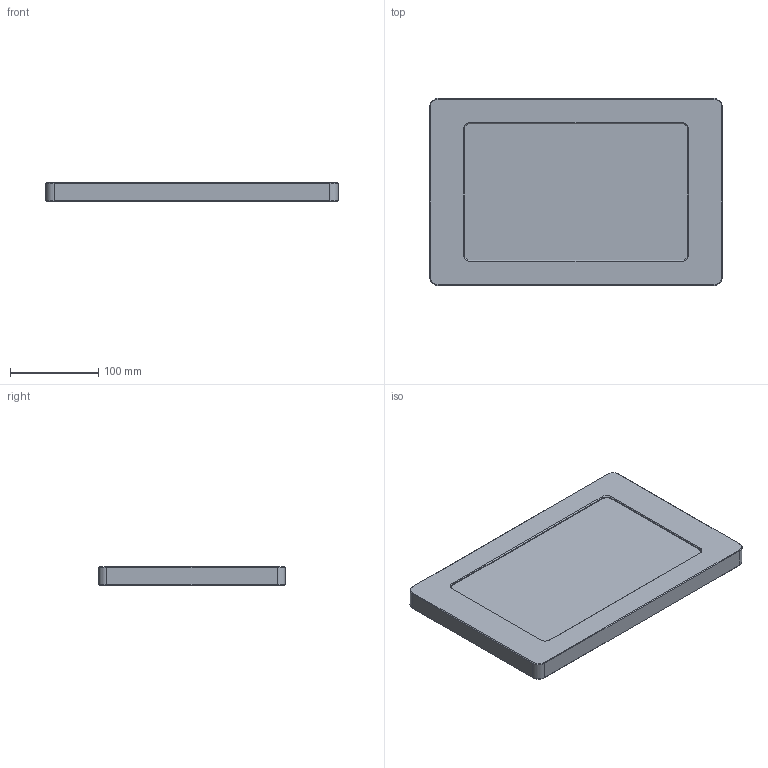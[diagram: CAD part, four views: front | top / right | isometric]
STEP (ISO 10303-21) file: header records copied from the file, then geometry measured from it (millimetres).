
FILE_DESCRIPTION(/* description */ (''),/* implementation_level */ '2;1');
FILE_NAME(/* name */ 'VB_VESA_GTA105.stp',/* time_stamp */ '2019-08-26T12:43:28-04:00',/* author */ ('NickC'),/* organization */ (''),/* preprocessor_version */ 'ST-DEVELOPER v17',/* originating_system */ 'Autodesk Inventor 2019',/* authorisation */ '');
FILE_SCHEMA (('AUTOMOTIVE_DESIGN { 1 0 10303 214 3 1 1 }'));
Length unit declared in the file: inch
Products named in the file (1): Part1
Bounding box: 331.22 x 211.99 x 21.34 mm (x, y, z)
Volume: 1222663.5 mm3; surface area: 246740.7 mm2
Topology: 1 solids, 9 shells, 962 faces, 2526 edges, 1673 vertices
Faces by surface type: plane 675, cylinder 124, cone 115, bspline 48
Full cylindrical faces by diameter (mm): 2.438 x43, 3.251 x4, 3.306 x16, 4.166 x8, 4.978 x8, 38.1 x1
Entity records: 33552 total; most frequent: CARTESIAN_POINT 9370, ORIENTED_EDGE 5052, DIRECTION 4413, EDGE_CURVE 2526, LINE 1805, VECTOR 1805, VERTEX_POINT 1673, AXIS2_PLACEMENT_3D 1304
